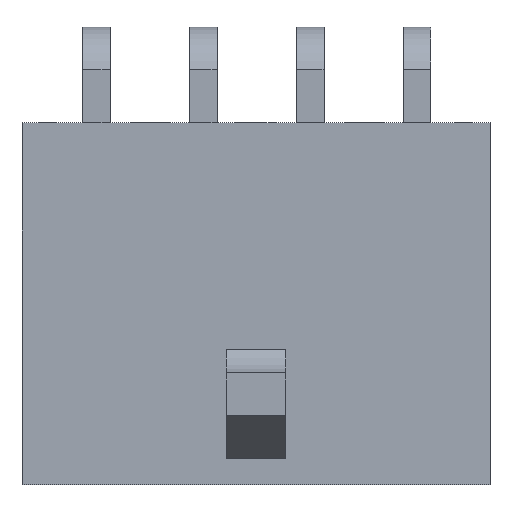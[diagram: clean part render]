
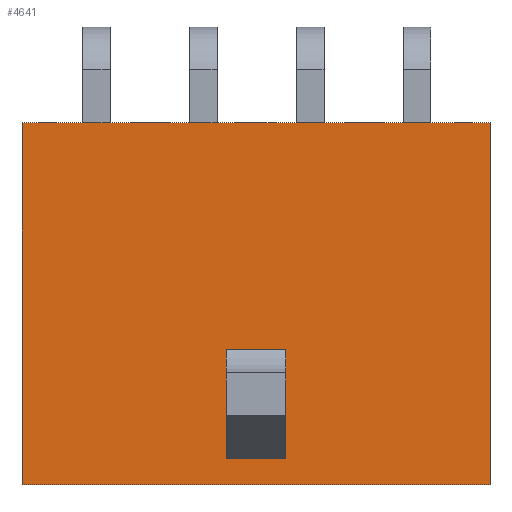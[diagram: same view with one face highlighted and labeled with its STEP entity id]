
A CAD part, top view. The second image highlights one B-rep face of the part: STEP entity #4641.
In plain terms, the highlighted planar face has unit normal (0, 0, 1).
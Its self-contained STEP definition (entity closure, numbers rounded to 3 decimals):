
#394=ORIENTED_EDGE('',*,*,#1184,.F.);
#395=ORIENTED_EDGE('',*,*,#1185,.F.);
#396=ORIENTED_EDGE('',*,*,#1186,.T.);
#397=ORIENTED_EDGE('',*,*,#1187,.T.);
#398=ORIENTED_EDGE('',*,*,#1043,.F.);
#399=ORIENTED_EDGE('',*,*,#1052,.F.);
#400=ORIENTED_EDGE('',*,*,#1047,.T.);
#401=ORIENTED_EDGE('',*,*,#1054,.T.);
#1043=EDGE_CURVE('',#1506,#1507,#1814,.T.);
#1047=EDGE_CURVE('',#1510,#1511,#1817,.T.);
#1052=EDGE_CURVE('',#1510,#1506,#1821,.T.);
#1054=EDGE_CURVE('',#1511,#1507,#1823,.T.);
#1184=EDGE_CURVE('',#1592,#1593,#1953,.T.);
#1185=EDGE_CURVE('',#1594,#1592,#1954,.T.);
#1186=EDGE_CURVE('',#1594,#1595,#1955,.T.);
#1187=EDGE_CURVE('',#1595,#1593,#1956,.T.);
#1506=VERTEX_POINT('',#5963);
#1507=VERTEX_POINT('',#5964);
#1510=VERTEX_POINT('',#5972);
#1511=VERTEX_POINT('',#5973);
#1592=VERTEX_POINT('',#6242);
#1593=VERTEX_POINT('',#6243);
#1594=VERTEX_POINT('',#6245);
#1595=VERTEX_POINT('',#6247);
#1814=LINE('',#5962,#2265);
#1817=LINE('',#5971,#2268);
#1821=LINE('',#5981,#2272);
#1823=LINE('',#5985,#2274);
#1953=LINE('',#6241,#2404);
#1954=LINE('',#6244,#2405);
#1955=LINE('',#6246,#2406);
#1956=LINE('',#6248,#2407);
#2265=VECTOR('',#5065,1000.);
#2268=VECTOR('',#5072,1000.);
#2272=VECTOR('',#5080,1000.);
#2274=VECTOR('',#5086,1000.);
#2404=VECTOR('',#5312,1000.);
#2405=VECTOR('',#5313,1000.);
#2406=VECTOR('',#5314,1000.);
#2407=VECTOR('',#5315,1000.);
#2732=EDGE_LOOP('',(#394,#395,#396,#397));
#2733=EDGE_LOOP('',(#398,#399,#400,#401));
#2939=FACE_BOUND('',#2732,.T.);
#2940=FACE_BOUND('',#2733,.T.);
#3143=PLANE('',#4838);
#4641=ADVANCED_FACE('',(#2939,#2940),#3143,.T.);
#4838=AXIS2_PLACEMENT_3D('',#6240,#5310,#5311);
#5065=DIRECTION('',(0.,-1.,0.));
#5072=DIRECTION('',(0.,-1.,0.));
#5080=DIRECTION('',(-1.,0.,0.));
#5086=DIRECTION('',(-1.,0.,0.));
#5310=DIRECTION('',(0.,0.,1.));
#5311=DIRECTION('',(1.,0.,0.));
#5312=DIRECTION('',(1.,0.,0.));
#5313=DIRECTION('',(0.,1.,0.));
#5314=DIRECTION('',(1.,0.,0.));
#5315=DIRECTION('',(0.,1.,0.));
#5962=CARTESIAN_POINT('',(-0.7,-7.85,1.89));
#5963=CARTESIAN_POINT('',(-0.7,-5.31,1.89));
#5964=CARTESIAN_POINT('',(-0.7,-7.85,1.89));
#5971=CARTESIAN_POINT('',(0.7,-7.85,1.89));
#5972=CARTESIAN_POINT('',(0.7,-5.31,1.89));
#5973=CARTESIAN_POINT('',(0.7,-7.85,1.89));
#5981=CARTESIAN_POINT('',(0.7,-5.31,1.89));
#5985=CARTESIAN_POINT('',(0.7,-7.85,1.89));
#6240=CARTESIAN_POINT('',(-5.47,-8.46,1.89));
#6241=CARTESIAN_POINT('',(-5.47,0.,1.89));
#6242=CARTESIAN_POINT('',(-5.47,0.,1.89));
#6243=CARTESIAN_POINT('',(5.47,0.,1.89));
#6244=CARTESIAN_POINT('',(-5.47,-8.46,1.89));
#6245=CARTESIAN_POINT('',(-5.47,-8.46,1.89));
#6246=CARTESIAN_POINT('',(-5.47,-8.46,1.89));
#6247=CARTESIAN_POINT('',(5.47,-8.46,1.89));
#6248=CARTESIAN_POINT('',(5.47,-8.46,1.89));
